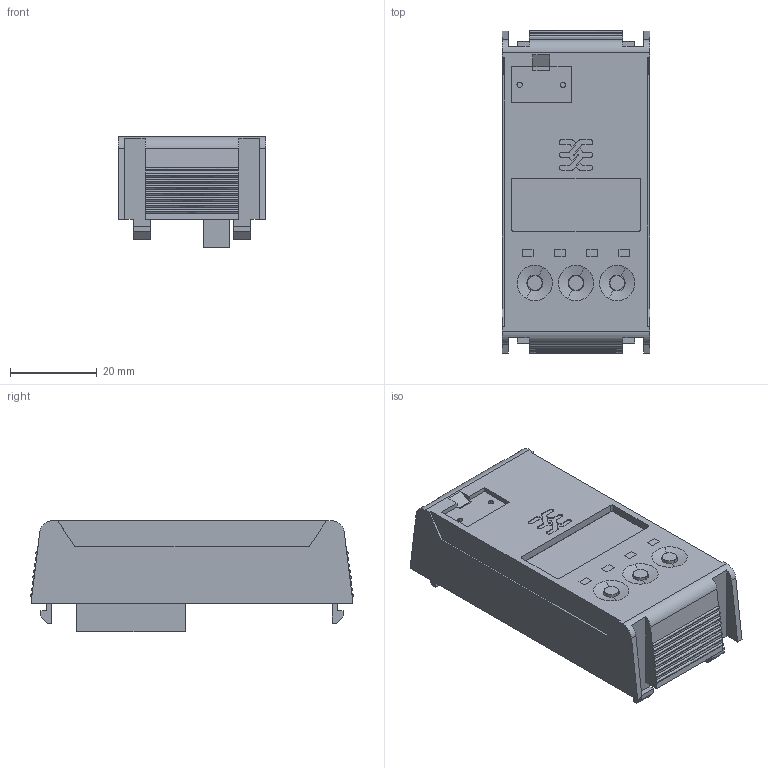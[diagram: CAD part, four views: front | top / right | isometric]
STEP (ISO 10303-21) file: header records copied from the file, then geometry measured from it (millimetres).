
FILE_DESCRIPTION(('CATIA V5 STEP Exchange','CAx-IF Rec.Pracs.--- Model Styling and Organization---1.4--- 2014-01-23'),'2;1');
FILE_NAME ('D1380564_1', '2019-06-18T12:26:11+00:00', ('none'), ('Weidmueller'), 'CATIA Version 5-6 Release 2016 SP3 HF44', 'CATIA V5 STEP AP214', 'none');
FILE_SCHEMA(('AUTOMOTIVE_DESIGN { 1 0 10303 214 1 1 1 1 }'));
Length unit declared in the file: millimetre
Products named in the file (1): 2466960000
Bounding box: 34 x 74.36 x 25.58 mm (x, y, z)
Volume: 45166 mm3; surface area: 12449.3 mm2
Topology: 9 solids, 13 shells, 474 faces, 1198 edges, 782 vertices
Faces by surface type: plane 383, extrusion 60, cylinder 25, sphere 6
Entity records: 14610 total; most frequent: CARTESIAN_POINT 3691, ORIENTED_EDGE 2396, DIRECTION 1592, EDGE_CURVE 1198, VECTOR 1016, LINE 956, VERTEX_POINT 782, EDGE_LOOP 506
